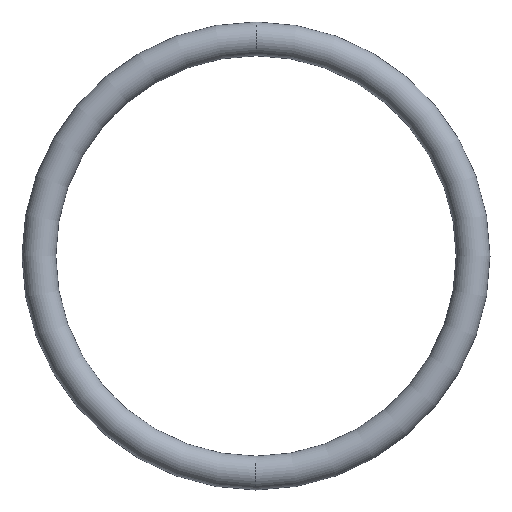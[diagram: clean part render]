
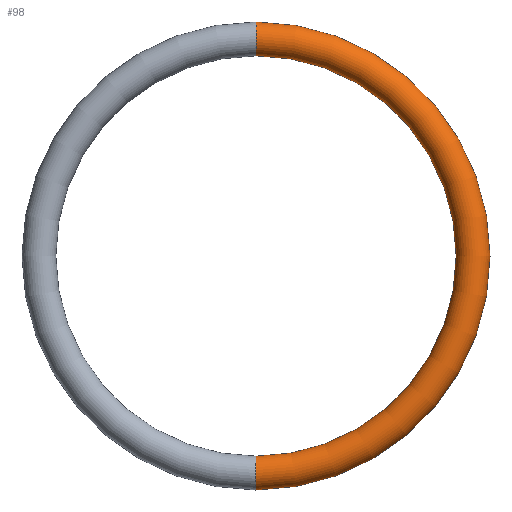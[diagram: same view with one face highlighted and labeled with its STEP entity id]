
A CAD part, left-side view. The second image highlights one B-rep face of the part: STEP entity #98.
In plain terms, the highlighted toroidal (fillet/blend) face has major radius 9.779 mm and minor radius 0.762 mm.
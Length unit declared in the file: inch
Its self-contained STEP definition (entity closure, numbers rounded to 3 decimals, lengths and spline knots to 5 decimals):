
#60 = AXIS2_PLACEMENT_3D ( 'NONE', #63, #61, #62 ) ;
#61 = DIRECTION ( 'NONE',  ( 0., 1., 0. ) ) ;
#62 = DIRECTION ( 'NONE',  ( 0., 0., 1. ) ) ;
#63 = CARTESIAN_POINT ( 'NONE',  ( 0.1, 0., -0.385 ) ) ;
#83 = EDGE_CURVE ( 'NONE', #84, #85, #120, .T. ) ;
#84 = VERTEX_POINT ( 'NONE', #149 ) ;
#85 = VERTEX_POINT ( 'NONE', #163 ) ;
#86 = ORIENTED_EDGE ( 'NONE', *, *, #87, .T. ) ;
#87 = EDGE_CURVE ( 'NONE', #107, #88, #150, .T. ) ;
#88 = VERTEX_POINT ( 'NONE', #167 ) ;
#89 = ORIENTED_EDGE ( 'NONE', *, *, #90, .F. ) ;
#90 = EDGE_CURVE ( 'NONE', #85, #88, #161, .T. ) ;
#98 = ADVANCED_FACE ( 'NONE', ( #174 ), #141, .T. ) ;
#99 = ORIENTED_EDGE ( 'NONE', *, *, #83, .F. ) ;
#104 = EDGE_LOOP ( 'NONE', ( #99, #105, #86, #89 ) ) ;
#105 = ORIENTED_EDGE ( 'NONE', *, *, #106, .T. ) ;
#106 = EDGE_CURVE ( 'NONE', #84, #107, #182, .T. ) ;
#107 = VERTEX_POINT ( 'NONE', #136 ) ;
#120 = CIRCLE ( 'NONE', #60, 0.03 ) ;
#121 = CARTESIAN_POINT ( 'NONE',  ( 0.1, 0., 0.385 ) ) ;
#122 = AXIS2_PLACEMENT_3D ( 'NONE', #121, #124, #123 ) ;
#123 = DIRECTION ( 'NONE',  ( 0., 0., -1. ) ) ;
#124 = DIRECTION ( 'NONE',  ( 0., -1., 0. ) ) ;
#125 = DIRECTION ( 'NONE',  ( -1., 0., 0. ) ) ;
#126 = CARTESIAN_POINT ( 'NONE',  ( 0.1, 0., 0. ) ) ;
#127 = AXIS2_PLACEMENT_3D ( 'NONE', #126, #125, #169 ) ;
#136 = CARTESIAN_POINT ( 'NONE',  ( 0.1, 0., 0.415 ) ) ;
#137 = DIRECTION ( 'NONE',  ( 0., 0., 1. ) ) ;
#138 = DIRECTION ( 'NONE',  ( -1., 0., 0. ) ) ;
#139 = DIRECTION ( 'NONE',  ( 0., 0., 1. ) ) ;
#140 = AXIS2_PLACEMENT_3D ( 'NONE', #164, #165, #139 ) ;
#141 = TOROIDAL_SURFACE ( 'NONE', #140, 0.385, 0.03 ) ;
#149 = CARTESIAN_POINT ( 'NONE',  ( 0.1, 0., -0.415 ) ) ;
#150 = CIRCLE ( 'NONE', #122, 0.03 ) ;
#161 = CIRCLE ( 'NONE', #127, 0.355 ) ;
#163 = CARTESIAN_POINT ( 'NONE',  ( 0.1, 0., -0.355 ) ) ;
#164 = CARTESIAN_POINT ( 'NONE',  ( 0.1, 0., 0. ) ) ;
#165 = DIRECTION ( 'NONE',  ( -1., 0., 0. ) ) ;
#167 = CARTESIAN_POINT ( 'NONE',  ( 0.1, 0., 0.355 ) ) ;
#169 = DIRECTION ( 'NONE',  ( 0., 0., 1. ) ) ;
#174 = FACE_OUTER_BOUND ( 'NONE', #104, .T. ) ;
#180 = CARTESIAN_POINT ( 'NONE',  ( 0.1, 0., 0. ) ) ;
#181 = AXIS2_PLACEMENT_3D ( 'NONE', #180, #138, #137 ) ;
#182 = CIRCLE ( 'NONE', #181, 0.415 ) ;
